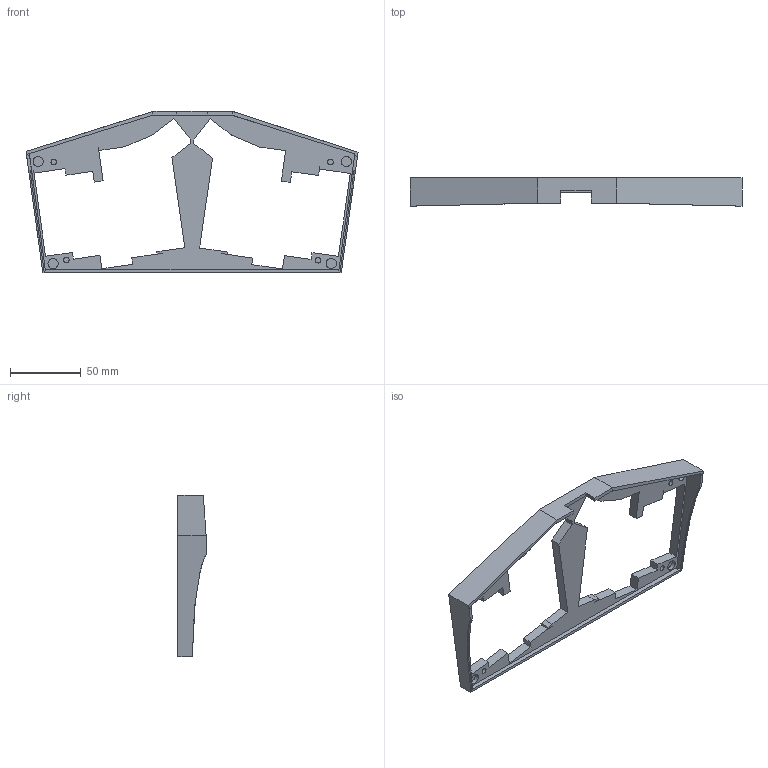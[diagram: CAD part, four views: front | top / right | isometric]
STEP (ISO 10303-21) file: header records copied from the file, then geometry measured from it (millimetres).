
FILE_DESCRIPTION(/* description */ (''),/* implementation_level */ '2;1');
FILE_NAME(/* name */ 'cool536lcble_topcase_for_cnc v2.step',/* time_stamp */ '2024-07-20T00:48:14+09:00',/* author */ (''),/* organization */ (''),/* preprocessor_version */ 'ST-DEVELOPER v20',/* originating_system */ 'Autodesk Translation Framework v13.14.0.145',/* authorisation */ '');
FILE_SCHEMA (('AUTOMOTIVE_DESIGN { 1 0 10303 214 3 1 1 }'));
Length unit declared in the file: millimetre
Products named in the file (1): cool536lcble_topcase_for_cnc
Bounding box: 235.36 x 20 x 114.53 mm (x, y, z)
Volume: 70277.3 mm3; surface area: 37541.4 mm2
Topology: 1 solids, 1 shells, 118 faces, 317 edges, 209 vertices
Faces by surface type: plane 103, cylinder 12, bspline 3
Full cylindrical faces by diameter (mm): 4 x4, 7.2 x4
Entity records: 3781 total; most frequent: CARTESIAN_POINT 793, ORIENTED_EDGE 634, DIRECTION 560, EDGE_CURVE 317, LINE 278, VECTOR 278, VERTEX_POINT 209, AXIS2_PLACEMENT_3D 141
